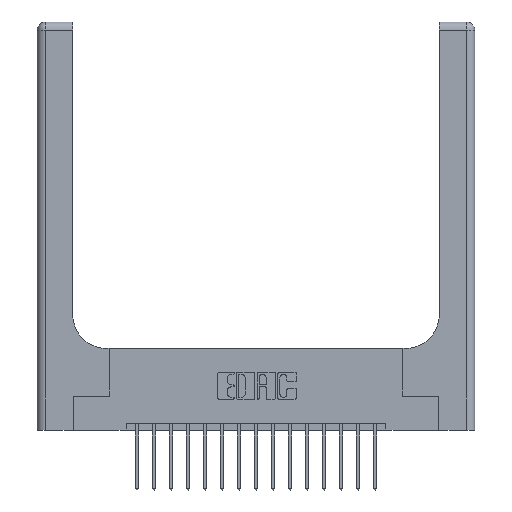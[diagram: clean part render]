
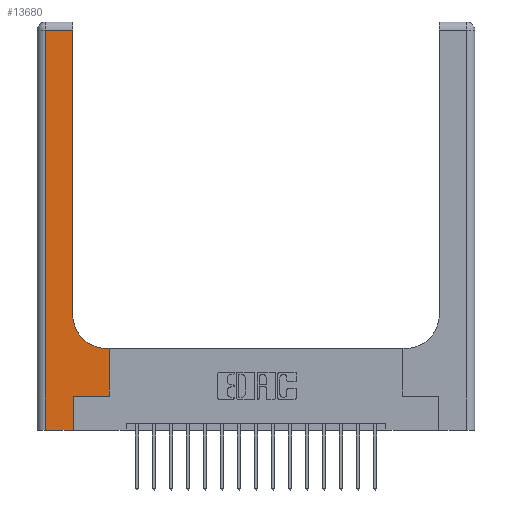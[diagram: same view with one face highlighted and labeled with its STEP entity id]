
A CAD part, top view. The second image highlights one B-rep face of the part: STEP entity #13680.
In plain terms, the highlighted planar face has unit normal (0, 0, 1).
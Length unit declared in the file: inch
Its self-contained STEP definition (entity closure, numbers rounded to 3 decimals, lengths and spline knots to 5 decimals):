
#300 = AXIS2_PLACEMENT_3D ( 'NONE', #8857, #7311, #19066 ) ;
#317 = VECTOR ( 'NONE', #13383, 39.37008 ) ;
#346 = EDGE_CURVE ( 'NONE', #4989, #6045, #12393, .T. ) ;
#627 = LINE ( 'NONE', #9508, #3923 ) ;
#1449 = DIRECTION ( 'NONE',  ( 1., 0., 0. ) ) ;
#2189 = VECTOR ( 'NONE', #2867, 39.37008 ) ;
#2489 = EDGE_CURVE ( 'NONE', #2914, #6899, #7056, .T. ) ;
#2675 = VECTOR ( 'NONE', #15401, 39.37008 ) ;
#2867 = DIRECTION ( 'NONE',  ( 0., 1., 0. ) ) ;
#2914 = VERTEX_POINT ( 'NONE', #4995 ) ;
#3011 = LINE ( 'NONE', #12085, #5114 ) ;
#3033 = DIRECTION ( 'NONE',  ( -1., 0., 0. ) ) ;
#3357 = CARTESIAN_POINT ( 'NONE',  ( 0.26, 2.94, 0.37 ) ) ;
#3674 = AXIS2_PLACEMENT_3D ( 'NONE', #10717, #14677, #1449 ) ;
#3923 = VECTOR ( 'NONE', #16562, 39.37008 ) ;
#4125 = VERTEX_POINT ( 'NONE', #3357 ) ;
#4202 = VECTOR ( 'NONE', #16777, 39.37008 ) ;
#4392 = CARTESIAN_POINT ( 'NONE',  ( 0.26, 0.6, 0.37 ) ) ;
#4612 = ORIENTED_EDGE ( 'NONE', *, *, #14173, .T. ) ;
#4989 = VERTEX_POINT ( 'NONE', #15816 ) ;
#4995 = CARTESIAN_POINT ( 'NONE',  ( 0.51, 0.6, 0.37 ) ) ;
#5055 = DIRECTION ( 'NONE',  ( 1., 0., 0. ) ) ;
#5114 = VECTOR ( 'NONE', #16229, 39.37008 ) ;
#5574 = PLANE ( 'NONE',  #300 ) ;
#6045 = VERTEX_POINT ( 'NONE', #16720 ) ;
#6415 = CARTESIAN_POINT ( 'NONE',  ( 0.26, 0.85, 0.37 ) ) ;
#6866 = VERTEX_POINT ( 'NONE', #10946 ) ;
#6899 = VERTEX_POINT ( 'NONE', #6415 ) ;
#7056 = CIRCLE ( 'NONE', #3674, 0.25 ) ;
#7239 = EDGE_CURVE ( 'NONE', #6866, #4989, #3011, .T. ) ;
#7311 = DIRECTION ( 'NONE',  ( 0., 0., -1. ) ) ;
#8112 = ORIENTED_EDGE ( 'NONE', *, *, #2489, .T. ) ;
#8263 = EDGE_CURVE ( 'NONE', #4125, #6866, #627, .T. ) ;
#8494 = ORIENTED_EDGE ( 'NONE', *, *, #16815, .T. ) ;
#8763 = FACE_OUTER_BOUND ( 'NONE', #12466, .T. ) ;
#8857 = CARTESIAN_POINT ( 'NONE',  ( 0., 3., 0.37 ) ) ;
#8876 = VECTOR ( 'NONE', #5055, 39.37008 ) ;
#9105 = EDGE_CURVE ( 'NONE', #9841, #11241, #10794, .T. ) ;
#9189 = ORIENTED_EDGE ( 'NONE', *, *, #9525, .T. ) ;
#9410 = ORIENTED_EDGE ( 'NONE', *, *, #17324, .T. ) ;
#9421 = LINE ( 'NONE', #12600, #2675 ) ;
#9508 = CARTESIAN_POINT ( 'NONE',  ( 0., 2.94, 0.37 ) ) ;
#9525 = EDGE_CURVE ( 'NONE', #10657, #9841, #9421, .T. ) ;
#9585 = CARTESIAN_POINT ( 'NONE',  ( 0.528, 0.25, 0.37 ) ) ;
#9841 = VERTEX_POINT ( 'NONE', #9585 ) ;
#10571 = LINE ( 'NONE', #18069, #317 ) ;
#10657 = VERTEX_POINT ( 'NONE', #11054 ) ;
#10717 = CARTESIAN_POINT ( 'NONE',  ( 0.51, 0.85, 0.37 ) ) ;
#10794 = LINE ( 'NONE', #13796, #4202 ) ;
#10861 = ORIENTED_EDGE ( 'NONE', *, *, #8263, .T. ) ;
#10946 = CARTESIAN_POINT ( 'NONE',  ( 0.06, 2.94, 0.37 ) ) ;
#11054 = CARTESIAN_POINT ( 'NONE',  ( 0.265, 0.25, 0.37 ) ) ;
#11241 = VERTEX_POINT ( 'NONE', #18558 ) ;
#11722 = ORIENTED_EDGE ( 'NONE', *, *, #9105, .T. ) ;
#11742 = CARTESIAN_POINT ( 'NONE',  ( 0.26, 3., 0.37 ) ) ;
#12085 = CARTESIAN_POINT ( 'NONE',  ( 0.06, 3., 0.37 ) ) ;
#12393 = LINE ( 'NONE', #15563, #8876 ) ;
#12466 = EDGE_LOOP ( 'NONE', ( #8494, #10861, #17920, #13561, #4612, #9189, #11722, #9410, #8112 ) ) ;
#12600 = CARTESIAN_POINT ( 'NONE',  ( 0.265, 0.25, 0.37 ) ) ;
#13383 = DIRECTION ( 'NONE',  ( 0., 1., 0. ) ) ;
#13468 = LINE ( 'NONE', #4392, #18166 ) ;
#13561 = ORIENTED_EDGE ( 'NONE', *, *, #346, .T. ) ;
#13680 = ADVANCED_FACE ( 'NONE', ( #8763 ), #5574, .F. ) ;
#13796 = CARTESIAN_POINT ( 'NONE',  ( 0.528, 0.25, 0.37 ) ) ;
#14173 = EDGE_CURVE ( 'NONE', #6045, #10657, #10571, .T. ) ;
#14677 = DIRECTION ( 'NONE',  ( 0., 0., -1. ) ) ;
#15401 = DIRECTION ( 'NONE',  ( 1., 0., 0. ) ) ;
#15563 = CARTESIAN_POINT ( 'NONE',  ( 0., 0., 0.37 ) ) ;
#15816 = CARTESIAN_POINT ( 'NONE',  ( 0.06, 0., 0.37 ) ) ;
#16086 = LINE ( 'NONE', #11742, #2189 ) ;
#16229 = DIRECTION ( 'NONE',  ( 0., -1., 0. ) ) ;
#16562 = DIRECTION ( 'NONE',  ( -1., 0., 0. ) ) ;
#16720 = CARTESIAN_POINT ( 'NONE',  ( 0.265, 0., 0.37 ) ) ;
#16777 = DIRECTION ( 'NONE',  ( 0., 1., 0. ) ) ;
#16815 = EDGE_CURVE ( 'NONE', #6899, #4125, #16086, .T. ) ;
#17324 = EDGE_CURVE ( 'NONE', #11241, #2914, #13468, .T. ) ;
#17920 = ORIENTED_EDGE ( 'NONE', *, *, #7239, .T. ) ;
#18069 = CARTESIAN_POINT ( 'NONE',  ( 0.265, 0., 0.37 ) ) ;
#18166 = VECTOR ( 'NONE', #3033, 39.37008 ) ;
#18558 = CARTESIAN_POINT ( 'NONE',  ( 0.528, 0.6, 0.37 ) ) ;
#19066 = DIRECTION ( 'NONE',  ( -1., 0., 0. ) ) ;
